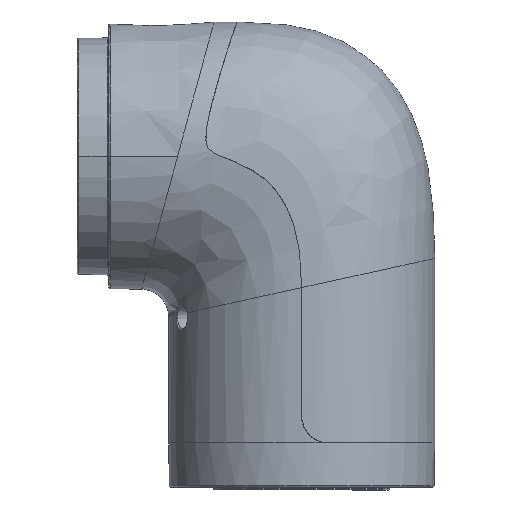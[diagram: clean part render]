
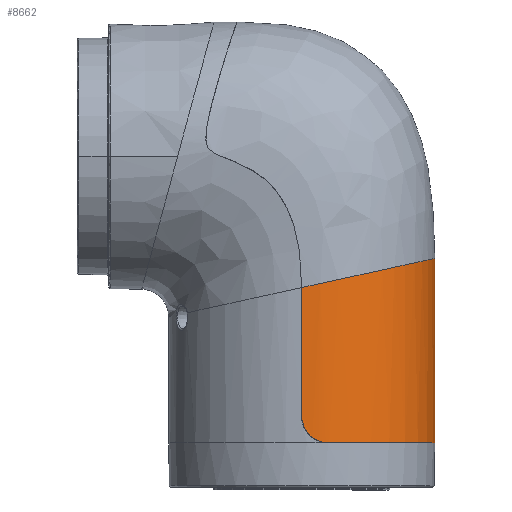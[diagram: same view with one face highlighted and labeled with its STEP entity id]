
A CAD part, front view. The second image highlights one B-rep face of the part: STEP entity #8662.
In plain terms, the highlighted cylindrical face has radius 24.14 mm (diameter 48.279 mm), a partial arc.
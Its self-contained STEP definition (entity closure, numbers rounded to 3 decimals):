
#228 = AXIS2_PLACEMENT_3D ( 'NONE', #8717, #20972, #13311 ) ;
#565 = CARTESIAN_POINT ( 'NONE',  ( 16.06, -18.509, -27.772 ) ) ;
#891 = CARTESIAN_POINT ( 'NONE',  ( 0., -24.14, -31.297 ) ) ;
#1025 = FACE_OUTER_BOUND ( 'NONE', #2178, .T. ) ;
#1739 = CARTESIAN_POINT ( 'NONE',  ( 5., -23.616, -59.493 ) ) ;
#2178 = EDGE_LOOP ( 'NONE', ( #4951, #3826, #31325, #12130, #15153 ) ) ;
#3113 = DIRECTION ( 'NONE',  ( -1., 0., 0. ) ) ;
#3826 = ORIENTED_EDGE ( 'NONE', *, *, #26525, .F. ) ;
#4532 = CARTESIAN_POINT ( 'NONE',  ( 3.714, -23.86, -59.366 ) ) ;
#4951 = ORIENTED_EDGE ( 'NONE', *, *, #18113, .F. ) ;
#5103 = EDGE_CURVE ( 'NONE', #18089, #29377, #13090, .T. ) ;
#5571 = DIRECTION ( 'NONE',  ( 0., 0., 1. ) ) ;
#5975 = AXIS2_PLACEMENT_3D ( 'NONE', #10309, #23217, #3113 ) ;
#6811 = CARTESIAN_POINT ( 'NONE',  ( 0., -24.139, -54.493 ) ) ;
#6983 = CARTESIAN_POINT ( 'NONE',  ( 0.647, -24.132, -57.033 ) ) ;
#7065 = DIRECTION ( 'NONE',  ( 0., 0., -1. ) ) ;
#7987 = VERTEX_POINT ( 'NONE', #22101 ) ;
#8445 = VERTEX_POINT ( 'NONE', #8671 ) ;
#8662 = ADVANCED_FACE ( 'NONE', ( #1025 ), #11341, .T. ) ;
#8671 = CARTESIAN_POINT ( 'NONE',  ( 5., -23.616, -59.493 ) ) ;
#8717 = CARTESIAN_POINT ( 'NONE',  ( 0., 0., -7.493 ) ) ;
#8929 = CARTESIAN_POINT ( 'NONE',  ( 1.01, -24.123, -57.577 ) ) ;
#10309 = CARTESIAN_POINT ( 'NONE',  ( 0., 0., -59.493 ) ) ;
#10583 = VECTOR ( 'NONE', #5571, 1000. ) ;
#10657 = EDGE_CURVE ( 'NONE', #18089, #8445, #31509, .T. ) ;
#10873 = CARTESIAN_POINT ( 'NONE',  ( 23.821, -4.796, -26.069 ) ) ;
#11341 = CYLINDRICAL_SURFACE ( 'NONE', #228, 24.14 ) ;
#11882 = CARTESIAN_POINT ( 'NONE',  ( 0., -24.139, -55.15 ) ) ;
#12130 = ORIENTED_EDGE ( 'NONE', *, *, #10657, .T. ) ;
#13090 = LINE ( 'NONE', #26013, #10583 ) ;
#13311 = DIRECTION ( 'NONE',  ( 1., 0., 0. ) ) ;
#15153 = ORIENTED_EDGE ( 'NONE', *, *, #18258, .T. ) ;
#15615 = CARTESIAN_POINT ( 'NONE',  ( 24.14, 0., -25.999 ) ) ;
#15784 = CARTESIAN_POINT ( 'NONE',  ( 3.123, -24.14, -30.612 ) ) ;
#17468 = CARTESIAN_POINT ( 'NONE',  ( 20.125, -13.61, -26.88 ) ) ;
#18089 = VERTEX_POINT ( 'NONE', #22406 ) ;
#18113 = EDGE_CURVE ( 'NONE', #32072, #7987, #24716, .T. ) ;
#18258 = EDGE_CURVE ( 'NONE', #8445, #7987, #23186, .T. ) ;
#19917 = CARTESIAN_POINT ( 'NONE',  ( 24.14, -1.599, -25.999 ) ) ;
#20972 = DIRECTION ( 'NONE',  ( 0., 0., -1. ) ) ;
#21350 = CARTESIAN_POINT ( 'NONE',  ( 4.349, -23.754, -59.493 ) ) ;
#21612 = VECTOR ( 'NONE', #7065, 1000. ) ;
#22043 = CARTESIAN_POINT ( 'NONE',  ( 24.14, 0., -25.999 ) ) ;
#22101 = CARTESIAN_POINT ( 'NONE',  ( 24.14, 0., -59.493 ) ) ;
#22406 = CARTESIAN_POINT ( 'NONE',  ( 0., -24.139, -54.493 ) ) ;
#23186 = CIRCLE ( 'NONE', #5975, 24.14 ) ;
#23217 = DIRECTION ( 'NONE',  ( 0., 0., 1. ) ) ;
#24716 = LINE ( 'NONE', #25029, #21612 ) ;
#24992 = CARTESIAN_POINT ( 'NONE',  ( 22.408, -9.396, -26.379 ) ) ;
#25029 = CARTESIAN_POINT ( 'NONE',  ( 24.14, 0., -7.493 ) ) ;
#25424 = CARTESIAN_POINT ( 'NONE',  ( 0., -24.14, -31.297 ) ) ;
#25544 = B_SPLINE_CURVE_WITH_KNOTS ( 'NONE', 3,
 ( #891, #15784, #32318, #565, #17468, #24992, #10873, #19917, #15615 ),
 .UNSPECIFIED., .F., .F.,
 ( 4, 1, 1, 1, 1, 1, 4 ),
 ( 0., 0.25, 0.5, 0.625, 0.75, 0.875, 1. ),
 .UNSPECIFIED. ) ;
#26013 = CARTESIAN_POINT ( 'NONE',  ( 0., -24.139, -7.493 ) ) ;
#26525 = EDGE_CURVE ( 'NONE', #29377, #32072, #25544, .T. ) ;
#26754 = CARTESIAN_POINT ( 'NONE',  ( 0.13, -24.141, -55.791 ) ) ;
#26925 = CARTESIAN_POINT ( 'NONE',  ( 2.484, -24.019, -58.86 ) ) ;
#29377 = VERTEX_POINT ( 'NONE', #25424 ) ;
#31325 = ORIENTED_EDGE ( 'NONE', *, *, #5103, .F. ) ;
#31509 = B_SPLINE_CURVE_WITH_KNOTS ( 'NONE', 3,
 ( #6811, #11882, #26754, #6983, #8929, #31644, #26925, #4532, #21350, #1739 ),
 .UNSPECIFIED., .F., .F.,
 ( 4, 2, 2, 2, 4 ),
 ( 0., 0.25, 0.5, 0.75, 1. ),
 .UNSPECIFIED. ) ;
#31644 = CARTESIAN_POINT ( 'NONE',  ( 1.939, -24.066, -58.501 ) ) ;
#32072 = VERTEX_POINT ( 'NONE', #22043 ) ;
#32318 = CARTESIAN_POINT ( 'NONE',  ( 9.37, -22.916, -29.241 ) ) ;
